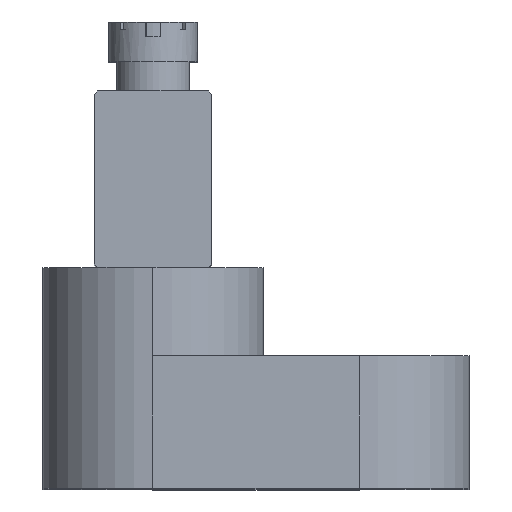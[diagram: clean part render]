
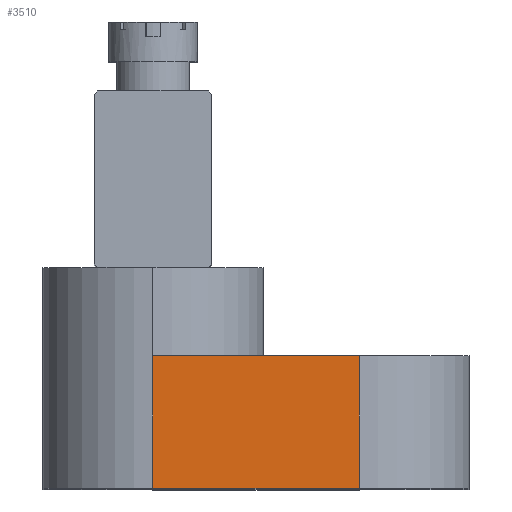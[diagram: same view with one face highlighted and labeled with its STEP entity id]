
A CAD part, top view. The second image highlights one B-rep face of the part: STEP entity #3510.
In plain terms, the highlighted planar face has unit normal (0, 0, 1).
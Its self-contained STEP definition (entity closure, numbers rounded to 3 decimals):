
#176 = CARTESIAN_POINT ( 'NONE',  ( 7., -10.607, 7.5 ) ) ;
#185 = VECTOR ( 'NONE', #2075, 1000. ) ;
#244 = EDGE_CURVE ( 'NONE', #1968, #329, #1154, .T. ) ;
#329 = VERTEX_POINT ( 'NONE', #919 ) ;
#384 = LINE ( 'NONE', #176, #4241 ) ;
#423 = PLANE ( 'NONE',  #949 ) ;
#599 = VERTEX_POINT ( 'NONE', #4450 ) ;
#793 = CARTESIAN_POINT ( 'NONE',  ( -14.5, 9., 7.5 ) ) ;
#919 = CARTESIAN_POINT ( 'NONE',  ( 7., 9., 7.5 ) ) ;
#949 = AXIS2_PLACEMENT_3D ( 'NONE', #793, #4164, #1896 ) ;
#1076 = VECTOR ( 'NONE', #1977, 1000. ) ;
#1096 = ORIENTED_EDGE ( 'NONE', *, *, #2849, .T. ) ;
#1154 = LINE ( 'NONE', #1402, #185 ) ;
#1306 = ORIENTED_EDGE ( 'NONE', *, *, #2409, .T. ) ;
#1402 = CARTESIAN_POINT ( 'NONE',  ( -14.5, 9., 7.5 ) ) ;
#1550 = ORIENTED_EDGE ( 'NONE', *, *, #244, .F. ) ;
#1828 = CARTESIAN_POINT ( 'NONE',  ( -7., 0., 7.5 ) ) ;
#1870 = CARTESIAN_POINT ( 'NONE',  ( -14.5, 0., 7.5 ) ) ;
#1896 = DIRECTION ( 'NONE',  ( -1., 0., 0. ) ) ;
#1968 = VERTEX_POINT ( 'NONE', #3438 ) ;
#1977 = DIRECTION ( 'NONE',  ( 1., 0., 0. ) ) ;
#2002 = EDGE_CURVE ( 'NONE', #4713, #1968, #3819, .T. ) ;
#2055 = LINE ( 'NONE', #1870, #1076 ) ;
#2075 = DIRECTION ( 'NONE',  ( 1., 0., 0. ) ) ;
#2271 = ORIENTED_EDGE ( 'NONE', *, *, #2002, .F. ) ;
#2329 = FACE_OUTER_BOUND ( 'NONE', #3224, .T. ) ;
#2409 = EDGE_CURVE ( 'NONE', #4713, #599, #2055, .T. ) ;
#2768 = VECTOR ( 'NONE', #3334, 1000. ) ;
#2849 = EDGE_CURVE ( 'NONE', #599, #329, #384, .T. ) ;
#3224 = EDGE_LOOP ( 'NONE', ( #1096, #1550, #2271, #1306 ) ) ;
#3230 = CARTESIAN_POINT ( 'NONE',  ( -7., -10.607, 7.5 ) ) ;
#3334 = DIRECTION ( 'NONE',  ( 0., 1., 0. ) ) ;
#3438 = CARTESIAN_POINT ( 'NONE',  ( -7., 9., 7.5 ) ) ;
#3510 = ADVANCED_FACE ( 'NONE', ( #2329 ), #423, .F. ) ;
#3819 = LINE ( 'NONE', #3230, #2768 ) ;
#4164 = DIRECTION ( 'NONE',  ( 0., 0., -1. ) ) ;
#4241 = VECTOR ( 'NONE', #4375, 1000. ) ;
#4375 = DIRECTION ( 'NONE',  ( 0., 1., 0. ) ) ;
#4450 = CARTESIAN_POINT ( 'NONE',  ( 7., 0., 7.5 ) ) ;
#4713 = VERTEX_POINT ( 'NONE', #1828 ) ;
